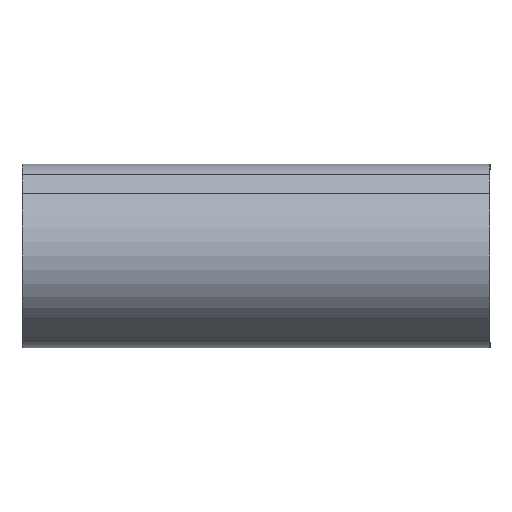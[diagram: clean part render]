
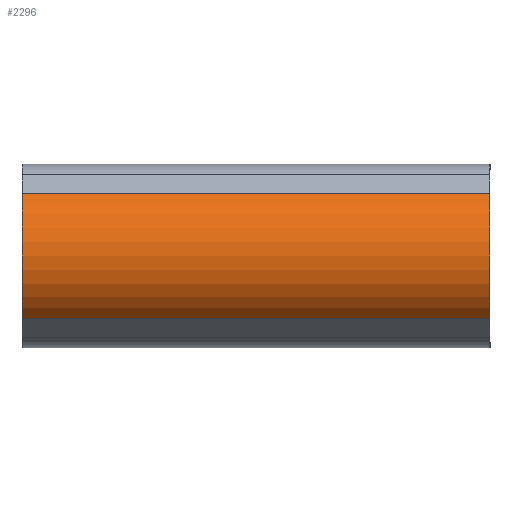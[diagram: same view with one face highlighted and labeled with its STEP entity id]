
A CAD part, front view. The second image highlights one B-rep face of the part: STEP entity #2296.
In plain terms, the highlighted cylindrical face has radius 9.05 mm (diameter 18.1 mm), a partial arc.
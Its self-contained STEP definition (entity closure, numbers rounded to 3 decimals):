
#176 = AXIS2_PLACEMENT_3D ( 'NONE', #12365, #6615, #4754 ) ;
#186 = EDGE_LOOP ( 'NONE', ( #2822, #7265, #10721, #11135 ) ) ;
#751 = VECTOR ( 'NONE', #4810, 1000. ) ;
#971 = DIRECTION ( 'NONE',  ( 1., 0., 0. ) ) ;
#1055 = LINE ( 'NONE', #9189, #8405 ) ;
#1367 = VERTEX_POINT ( 'NONE', #6328 ) ;
#2296 = ADVANCED_FACE ( 'NONE', ( #7473 ), #6132, .T. ) ;
#2419 = EDGE_CURVE ( 'NONE', #2648, #1367, #8096, .T. ) ;
#2491 = DIRECTION ( 'NONE',  ( -1., 0., 0. ) ) ;
#2610 = AXIS2_PLACEMENT_3D ( 'NONE', #4956, #11642, #5882 ) ;
#2648 = VERTEX_POINT ( 'NONE', #7276 ) ;
#2822 = ORIENTED_EDGE ( 'NONE', *, *, #5855, .F. ) ;
#4081 = CARTESIAN_POINT ( 'NONE',  ( 116.46, 43.294, -4.583 ) ) ;
#4754 = DIRECTION ( 'NONE',  ( 0., 0., 1. ) ) ;
#4810 = DIRECTION ( 'NONE',  ( -1., 0., 0. ) ) ;
#4956 = CARTESIAN_POINT ( 'NONE',  ( 64.46, 49.111, 2.35 ) ) ;
#5855 = EDGE_CURVE ( 'NONE', #9220, #8118, #1055, .T. ) ;
#5882 = DIRECTION ( 'NONE',  ( 0., 0., 1. ) ) ;
#6132 = CYLINDRICAL_SURFACE ( 'NONE', #176, 9.05 ) ;
#6256 = CIRCLE ( 'NONE', #2610, 9.05 ) ;
#6328 = CARTESIAN_POINT ( 'NONE',  ( 64.46, 43.294, 9.283 ) ) ;
#6331 = EDGE_CURVE ( 'NONE', #8118, #1367, #6256, .T. ) ;
#6615 = DIRECTION ( 'NONE',  ( -1., 0., 0. ) ) ;
#6715 = CARTESIAN_POINT ( 'NONE',  ( 116.46, 49.111, 2.35 ) ) ;
#7265 = ORIENTED_EDGE ( 'NONE', *, *, #8676, .F. ) ;
#7276 = CARTESIAN_POINT ( 'NONE',  ( 116.46, 43.294, 9.283 ) ) ;
#7362 = CARTESIAN_POINT ( 'NONE',  ( 64.46, 43.294, -4.583 ) ) ;
#7473 = FACE_OUTER_BOUND ( 'NONE', #186, .T. ) ;
#7687 = DIRECTION ( 'NONE',  ( 0., 0., 1. ) ) ;
#8096 = LINE ( 'NONE', #10517, #751 ) ;
#8118 = VERTEX_POINT ( 'NONE', #7362 ) ;
#8405 = VECTOR ( 'NONE', #2491, 1000. ) ;
#8676 = EDGE_CURVE ( 'NONE', #2648, #9220, #10527, .T. ) ;
#9189 = CARTESIAN_POINT ( 'NONE',  ( 124.963, 43.294, -4.583 ) ) ;
#9220 = VERTEX_POINT ( 'NONE', #4081 ) ;
#10517 = CARTESIAN_POINT ( 'NONE',  ( 119.21, 43.294, 9.283 ) ) ;
#10527 = CIRCLE ( 'NONE', #11637, 9.05 ) ;
#10721 = ORIENTED_EDGE ( 'NONE', *, *, #2419, .T. ) ;
#11135 = ORIENTED_EDGE ( 'NONE', *, *, #6331, .F. ) ;
#11637 = AXIS2_PLACEMENT_3D ( 'NONE', #6715, #971, #7687 ) ;
#11642 = DIRECTION ( 'NONE',  ( -1., 0., 0. ) ) ;
#12365 = CARTESIAN_POINT ( 'NONE',  ( 119.21, 49.111, 2.35 ) ) ;
